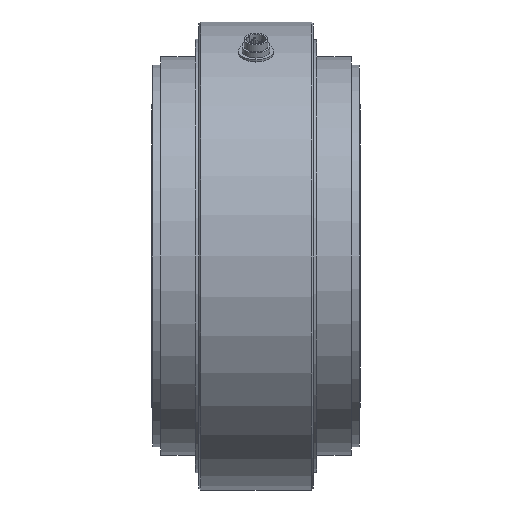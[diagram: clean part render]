
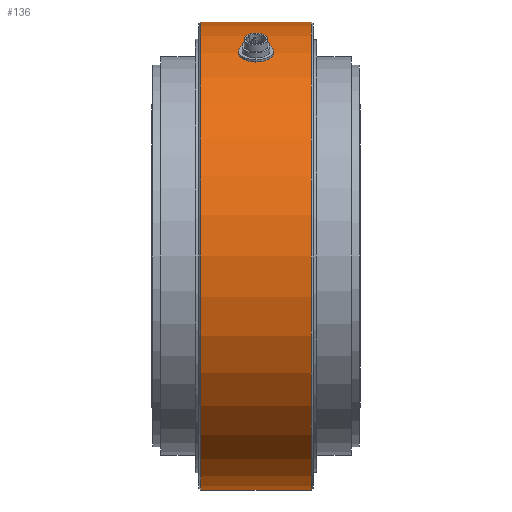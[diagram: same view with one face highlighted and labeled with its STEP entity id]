
A CAD part, front view. The second image highlights one B-rep face of the part: STEP entity #136.
In plain terms, the highlighted cylindrical face has radius 135 mm (diameter 270 mm), a full revolution.
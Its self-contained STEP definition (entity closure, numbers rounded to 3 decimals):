
#136 = ADVANCED_FACE( '', ( #288, #289 ), #290, .T. );
#288 = FACE_OUTER_BOUND( '', #490, .T. );
#289 = FACE_OUTER_BOUND( '', #491, .T. );
#290 = CYLINDRICAL_SURFACE( '', #492, 135. );
#490 = EDGE_LOOP( '', ( #702 ) );
#491 = EDGE_LOOP( '', ( #703 ) );
#492 = AXIS2_PLACEMENT_3D( '', #704, #705, #706 );
#702 = ORIENTED_EDGE( '', *, *, #954, .T. );
#703 = ORIENTED_EDGE( '', *, *, #960, .T. );
#704 = CARTESIAN_POINT( '', ( 86.857, 0., 0. ) );
#705 = DIRECTION( '', ( -1., 0., 0. ) );
#706 = DIRECTION( '', ( 0., 0., -1. ) );
#954 = EDGE_CURVE( '', #1066, #1066, #1067, .F. );
#960 = EDGE_CURVE( '', #1076, #1076, #1077, .F. );
#1066 = VERTEX_POINT( '', #1212 );
#1067 = CIRCLE( '', #1213, 135. );
#1076 = VERTEX_POINT( '', #1222 );
#1077 = CIRCLE( '', #1223, 135. );
#1212 = CARTESIAN_POINT( '', ( 55.487, 0., -135. ) );
#1213 = AXIS2_PLACEMENT_3D( '', #1364, #1365, #1366 );
#1222 = CARTESIAN_POINT( '', ( -8.513, 0., 135. ) );
#1223 = AXIS2_PLACEMENT_3D( '', #1376, #1377, #1378 );
#1364 = CARTESIAN_POINT( '', ( 55.487, 0., 0. ) );
#1365 = DIRECTION( '', ( 1., 0., 0. ) );
#1366 = DIRECTION( '', ( 0., 0., -1. ) );
#1376 = CARTESIAN_POINT( '', ( -8.513, 0., 0. ) );
#1377 = DIRECTION( '', ( -1., 0., 0. ) );
#1378 = DIRECTION( '', ( 0., 0., 1. ) );
